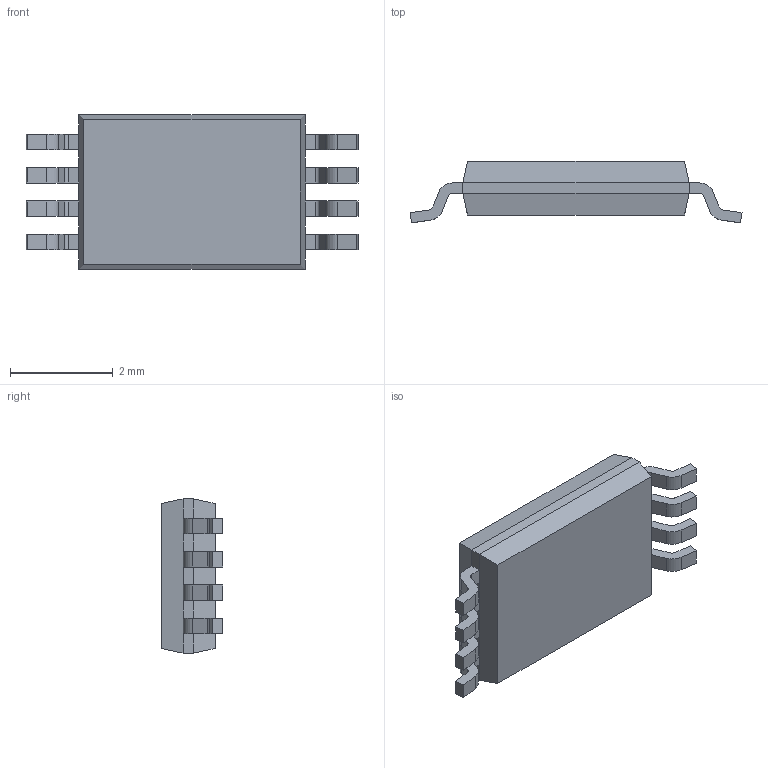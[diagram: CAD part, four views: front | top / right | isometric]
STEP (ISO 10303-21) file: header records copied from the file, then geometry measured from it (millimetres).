
FILE_DESCRIPTION (( 'STEP AP214' ), '1' );
FILE_NAME ('1CE90364-9AB4-4298-B5C2-1EA3B05EB6FD.STEP', '2008-11-17T12:39:23', ( 'sysAdmin' ), ( 'SolidWorks' ), 'SwSTEP 2.0', 'SolidWorks 2009', '' );
FILE_SCHEMA (( 'AUTOMOTIVE_DESIGN' ));
Length unit declared in the file: millimetre
Products named in the file (1): 1CE90364-9AB4-4298-B5C2-1EA3B05EB6FD
Bounding box: 6.46 x 1.2 x 3 mm (x, y, z)
Volume: 13.9 mm3; surface area: 49.9 mm2
Topology: 1 solids, 1 shells, 129 faces, 338 edges, 212 vertices
Faces by surface type: plane 95, cylinder 34
Entity records: 5342 total; most frequent: CARTESIAN_POINT 680, ORIENTED_EDGE 676, DIRECTION 666, EDGE_CURVE 338, LINE 270, VECTOR 270, VERTEX_POINT 212, AXIS2_PLACEMENT_3D 198
